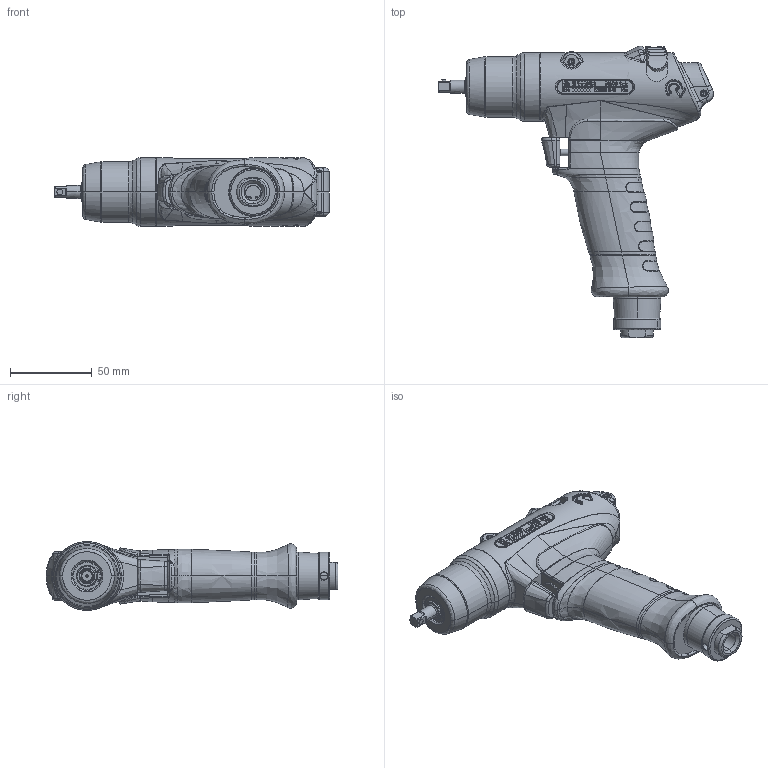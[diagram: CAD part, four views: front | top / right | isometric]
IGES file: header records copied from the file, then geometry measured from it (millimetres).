
Start section:  PTC IGES file: 11phh652.igs
Global section: file name: 11phh652.igs; native system: Pro/ENGINEER by Parametric Technology Corporation; preprocessor: 2008400; author: c584d; organization: Unknown; date: 20120515.124300; units: millimetre
Bounding box: 168.18 x 178.47 x 42 mm (x, y, z)
Surface area: 48465.9 mm2 (no closed solid volume)
Topology: 0 solids, 0 shells, 810 faces, 5783 edges, 5767 vertices
Faces by surface type: bspline 536, revolution 274
